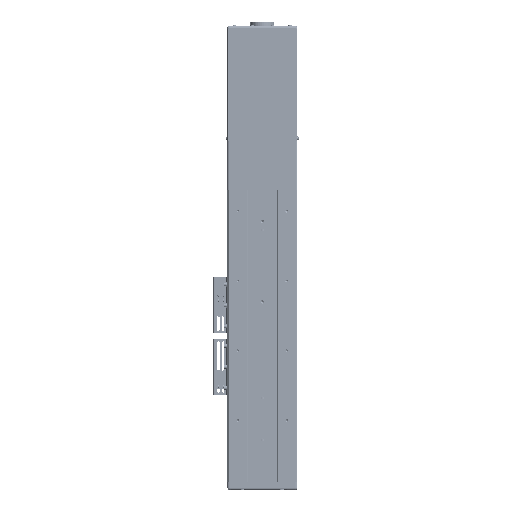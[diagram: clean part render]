
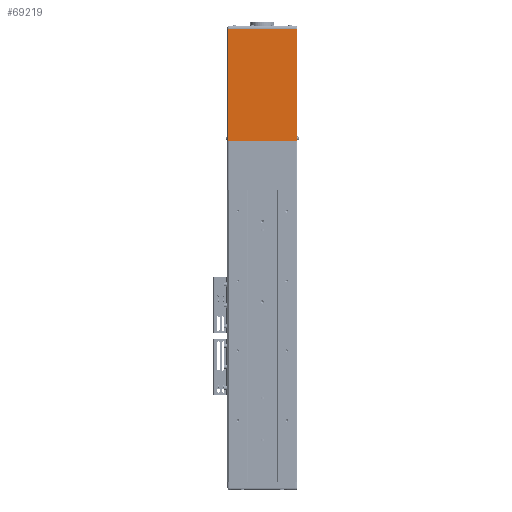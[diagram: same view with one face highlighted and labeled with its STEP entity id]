
A CAD part, front view. The second image highlights one B-rep face of the part: STEP entity #69219.
In plain terms, the highlighted planar face has unit normal (0, -1, 0).
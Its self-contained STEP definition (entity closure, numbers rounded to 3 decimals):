
#608 = DIRECTION ( 'NONE',  ( 1., 0., 0. ) ) ;
#1505 = LINE ( 'NONE', #87047, #45237 ) ;
#4013 = CARTESIAN_POINT ( 'NONE',  ( -49., -44.5, 80. ) ) ;
#8445 = CARTESIAN_POINT ( 'NONE',  ( -49., -44.5, 80. ) ) ;
#20191 = CARTESIAN_POINT ( 'NONE',  ( -50., -44.5, 80. ) ) ;
#20210 = DIRECTION ( 'NONE',  ( 0., 0., 1. ) ) ;
#20560 = PLANE ( 'NONE',  #90781 ) ;
#20921 = DIRECTION ( 'NONE',  ( 0., 0., 1. ) ) ;
#22664 = EDGE_LOOP ( 'NONE', ( #101994, #44402, #78038, #25412 ) ) ;
#25412 = ORIENTED_EDGE ( 'NONE', *, *, #84078, .T. ) ;
#30547 = CARTESIAN_POINT ( 'NONE',  ( 49., -44.5, -80. ) ) ;
#35701 = LINE ( 'NONE', #99931, #101427 ) ;
#37786 = CARTESIAN_POINT ( 'NONE',  ( 49., -44.5, 80. ) ) ;
#41099 = VECTOR ( 'NONE', #64759, 1000. ) ;
#42333 = VECTOR ( 'NONE', #20210, 1000. ) ;
#44402 = ORIENTED_EDGE ( 'NONE', *, *, #81779, .T. ) ;
#45237 = VECTOR ( 'NONE', #608, 1000. ) ;
#48191 = VERTEX_POINT ( 'NONE', #8445 ) ;
#51628 = VERTEX_POINT ( 'NONE', #93907 ) ;
#57216 = DIRECTION ( 'NONE',  ( 1., 0., 0. ) ) ;
#60798 = CARTESIAN_POINT ( 'NONE',  ( -49., -44.5, -80. ) ) ;
#63965 = LINE ( 'NONE', #4013, #41099 ) ;
#64759 = DIRECTION ( 'NONE',  ( 0., 0., -1. ) ) ;
#69219 = ADVANCED_FACE ( 'NONE', ( #71371 ), #20560, .F. ) ;
#71371 = FACE_OUTER_BOUND ( 'NONE', #22664, .T. ) ;
#72666 = DIRECTION ( 'NONE',  ( 0., 1., 0. ) ) ;
#78038 = ORIENTED_EDGE ( 'NONE', *, *, #81945, .T. ) ;
#81437 = EDGE_CURVE ( 'NONE', #48191, #51628, #1505, .T. ) ;
#81779 = EDGE_CURVE ( 'NONE', #48191, #107556, #63965, .T. ) ;
#81945 = EDGE_CURVE ( 'NONE', #107556, #111484, #35701, .T. ) ;
#84078 = EDGE_CURVE ( 'NONE', #111484, #51628, #88102, .T. ) ;
#87047 = CARTESIAN_POINT ( 'NONE',  ( -50., -44.5, 80. ) ) ;
#88102 = LINE ( 'NONE', #37786, #42333 ) ;
#90781 = AXIS2_PLACEMENT_3D ( 'NONE', #20191, #72666, #20921 ) ;
#93907 = CARTESIAN_POINT ( 'NONE',  ( 49., -44.5, 80. ) ) ;
#99931 = CARTESIAN_POINT ( 'NONE',  ( -50., -44.5, -80. ) ) ;
#101427 = VECTOR ( 'NONE', #57216, 1000. ) ;
#101994 = ORIENTED_EDGE ( 'NONE', *, *, #81437, .F. ) ;
#107556 = VERTEX_POINT ( 'NONE', #60798 ) ;
#111484 = VERTEX_POINT ( 'NONE', #30547 ) ;
